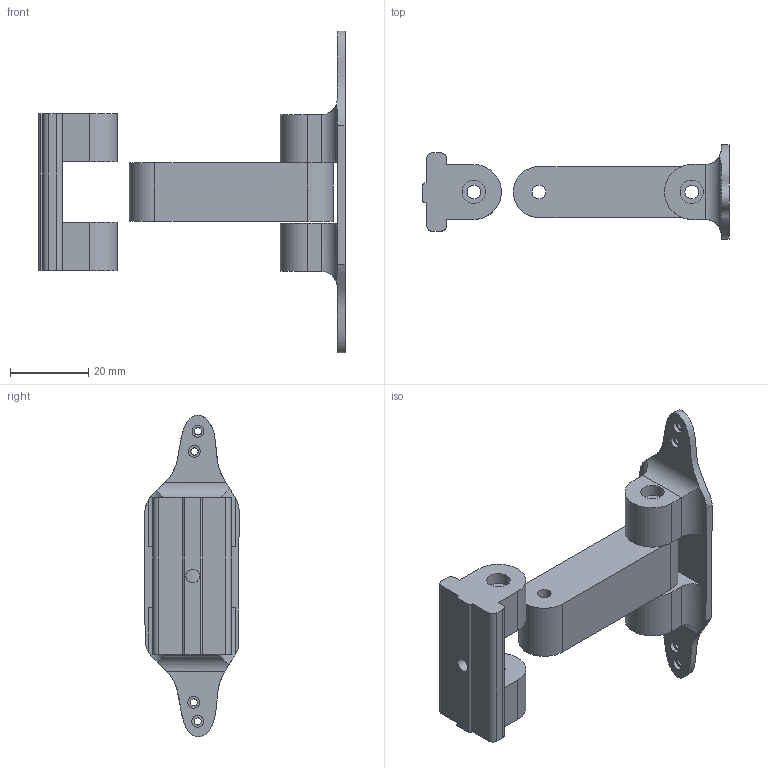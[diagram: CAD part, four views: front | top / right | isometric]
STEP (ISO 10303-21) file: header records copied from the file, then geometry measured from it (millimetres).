
FILE_DESCRIPTION(/* description */ (''),/* implementation_level */ '2;1');
FILE_NAME(/* name */ 'Voron_C92X_Camera_Complete.step',/* time_stamp */ '2022-03-31T23:16:28+01:00',/* author */ (''),/* organization */ (''),/* preprocessor_version */ 'ST-DEVELOPER v18.1',/* originating_system */ 'Autodesk Translation Framework v10.13.0.1454',/* authorisation */ '');
FILE_SCHEMA (('AUTOMOTIVE_DESIGN { 1 0 10303 214 3 1 1 }'));
Length unit declared in the file: millimetre
Products named in the file (2): Untitled; Assembly
Assembly tree (1 placements, depth 2):
  Untitled
    Assembly
Bounding box: 78.07 x 24.08 x 82.07 mm (x, y, z)
Volume: 24354.9 mm3; surface area: 11845.5 mm2
Topology: 3 solids, 3 shells, 93 faces, 230 edges, 152 vertices
Faces by surface type: plane 55, cylinder 36, bspline 2
Full cylindrical faces by diameter (mm): 1.836 x4, 3 x4, 3.5 x7, 6 x3
Entity records: 3939 total; most frequent: CARTESIAN_POINT 1608, DIRECTION 470, ORIENTED_EDGE 460, EDGE_CURVE 230, AXIS2_PLACEMENT_3D 162, VERTEX_POINT 152, LINE 146, VECTOR 146
